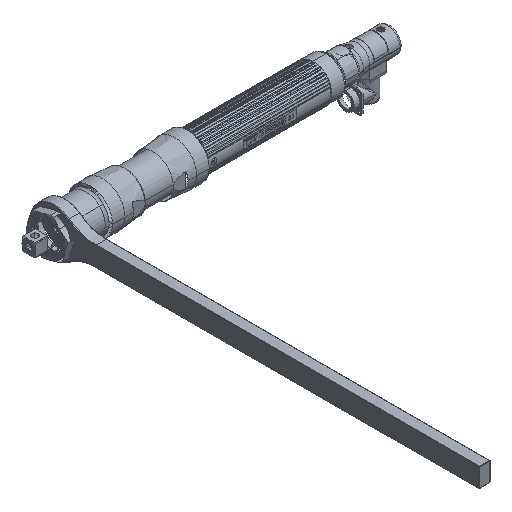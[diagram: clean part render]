
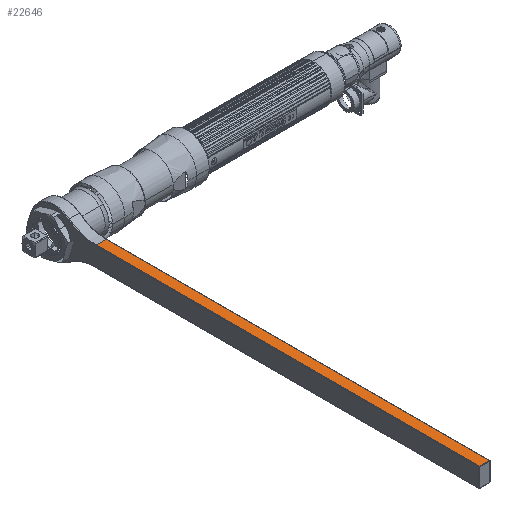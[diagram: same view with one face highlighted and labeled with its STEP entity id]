
A CAD part, isometric view. The second image highlights one B-rep face of the part: STEP entity #22646.
In plain terms, the highlighted planar face has unit normal (0, 0, 1).
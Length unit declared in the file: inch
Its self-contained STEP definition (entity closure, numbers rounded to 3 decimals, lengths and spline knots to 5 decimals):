
#21355=DIRECTION('',(0.,-1.,0.));
#21356=VECTOR('',#21355,21.59547);
#21357=CARTESIAN_POINT('',(-14.6379,-2.34303,0.54675));
#21358=LINE('',#21357,#21356);
#21359=DIRECTION('',(-1.,0.,0.));
#21360=VECTOR('',#21359,0.565);
#21361=CARTESIAN_POINT('',(-14.6379,-23.9385,0.54675));
#21362=LINE('',#21361,#21360);
#21363=DIRECTION('',(0.,1.,0.));
#21364=VECTOR('',#21363,21.59547);
#21365=CARTESIAN_POINT('',(-15.2029,-23.9385,0.54675));
#21366=LINE('',#21365,#21364);
#21367=DIRECTION('',(1.,0.,0.));
#21368=VECTOR('',#21367,0.565);
#21369=CARTESIAN_POINT('',(-15.2029,-2.34303,0.54675));
#21370=LINE('',#21369,#21368);
#21406=CARTESIAN_POINT('',(-14.6379,-2.34303,0.54675));
#21407=CARTESIAN_POINT('',(-14.6379,-23.9385,0.54675));
#21408=VERTEX_POINT('',#21406);
#21409=VERTEX_POINT('',#21407);
#21424=CARTESIAN_POINT('',(-15.2029,-23.9385,0.54675));
#21425=VERTEX_POINT('',#21424);
#21440=CARTESIAN_POINT('',(-15.2029,-2.34303,0.54675));
#21441=VERTEX_POINT('',#21440);
#22632=CARTESIAN_POINT('',(-15.2329,-2.34303,0.54675));
#22633=DIRECTION('',(0.,0.,1.));
#22634=DIRECTION('',(0.,-1.,0.));
#22635=AXIS2_PLACEMENT_3D('',#22632,#22633,#22634);
#22636=PLANE('',#22635);
#22638=ORIENTED_EDGE('',*,*,#22637,.T.);
#22640=ORIENTED_EDGE('',*,*,#22639,.T.);
#22642=ORIENTED_EDGE('',*,*,#22641,.T.);
#22643=ORIENTED_EDGE('',*,*,#22624,.T.);
#22644=EDGE_LOOP('',(#22638,#22640,#22642,#22643));
#22645=FACE_OUTER_BOUND('',#22644,.F.);
#22646=ADVANCED_FACE('',(#22645),#22636,.T.);
#22624=EDGE_CURVE('',#21441,#21408,#21370,.T.);
#22637=EDGE_CURVE('',#21408,#21409,#21358,.T.);
#22639=EDGE_CURVE('',#21409,#21425,#21362,.T.);
#22641=EDGE_CURVE('',#21425,#21441,#21366,.T.);
